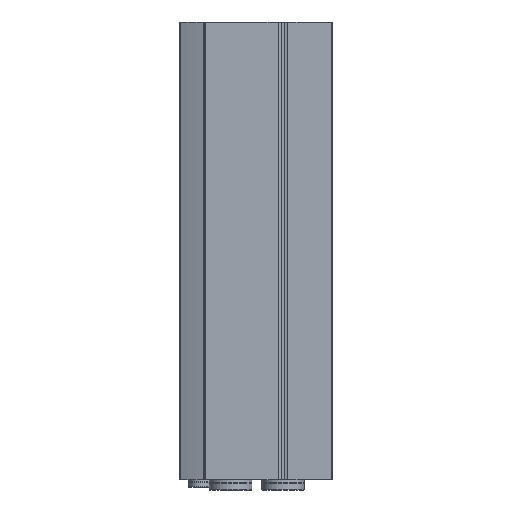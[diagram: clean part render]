
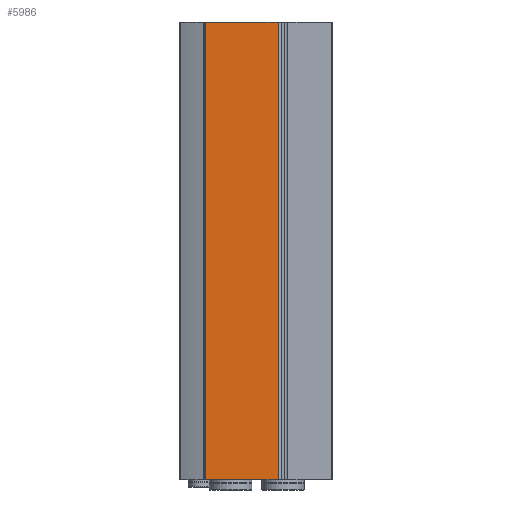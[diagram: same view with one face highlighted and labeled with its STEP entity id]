
A CAD part, front view. The second image highlights one B-rep face of the part: STEP entity #5986.
In plain terms, the highlighted planar face has unit normal (0, -1, 0).
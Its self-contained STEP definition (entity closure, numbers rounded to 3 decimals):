
#301=PLANE('',#6476);
#949=ORIENTED_EDGE('',*,*,#2459,.F.);
#950=ORIENTED_EDGE('',*,*,#2458,.F.);
#951=ORIENTED_EDGE('',*,*,#2460,.T.);
#952=ORIENTED_EDGE('',*,*,#2461,.T.);
#2458=EDGE_CURVE('',#3210,#3209,#3770,.T.);
#2459=EDGE_CURVE('',#3209,#3211,#3771,.T.);
#2460=EDGE_CURVE('',#3210,#3212,#3772,.T.);
#2461=EDGE_CURVE('',#3212,#3211,#3773,.T.);
#3209=VERTEX_POINT('',#9707);
#3210=VERTEX_POINT('',#9709);
#3211=VERTEX_POINT('',#9713);
#3212=VERTEX_POINT('',#9715);
#3770=LINE('',#9710,#4136);
#3771=LINE('',#9712,#4137);
#3772=LINE('',#9714,#4138);
#3773=LINE('',#9716,#4139);
#4136=VECTOR('',#7321,1000.);
#4137=VECTOR('',#7324,1000.);
#4138=VECTOR('',#7325,1000.);
#4139=VECTOR('',#7326,1000.);
#4513=EDGE_LOOP('',(#949,#950,#951,#952));
#5185=FACE_BOUND('',#4513,.T.);
#5986=ADVANCED_FACE('',(#5185),#301,.T.);
#6476=AXIS2_PLACEMENT_3D('',#9711,#7322,#7323);
#7321=DIRECTION('',(0.,0.,1.));
#7322=DIRECTION('',(0.,-1.,0.));
#7323=DIRECTION('',(0.,0.,-1.));
#7324=DIRECTION('',(1.,0.,0.));
#7325=DIRECTION('',(1.,0.,0.));
#7326=DIRECTION('',(0.,0.,1.));
#9707=CARTESIAN_POINT('',(-47.42,0.,0.));
#9709=CARTESIAN_POINT('',(-47.42,0.,-279.5));
#9710=CARTESIAN_POINT('',(-47.42,0.,-279.5));
#9711=CARTESIAN_POINT('',(-47.42,0.,-279.5));
#9712=CARTESIAN_POINT('',(-47.42,0.,0.));
#9713=CARTESIAN_POINT('',(-3.,0.,0.));
#9714=CARTESIAN_POINT('',(-47.42,0.,-279.5));
#9715=CARTESIAN_POINT('',(-3.,0.,-279.5));
#9716=CARTESIAN_POINT('',(-3.,0.,-279.5));
